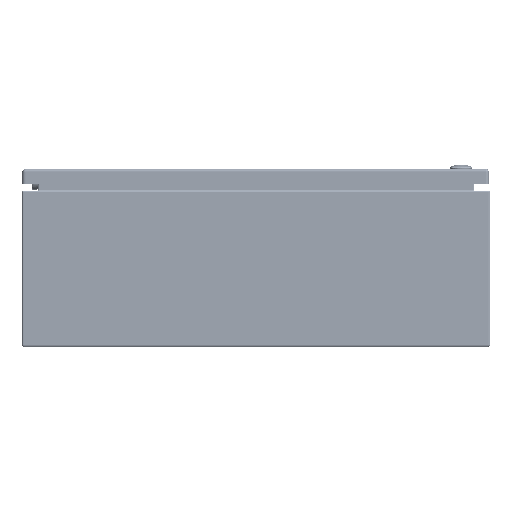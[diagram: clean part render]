
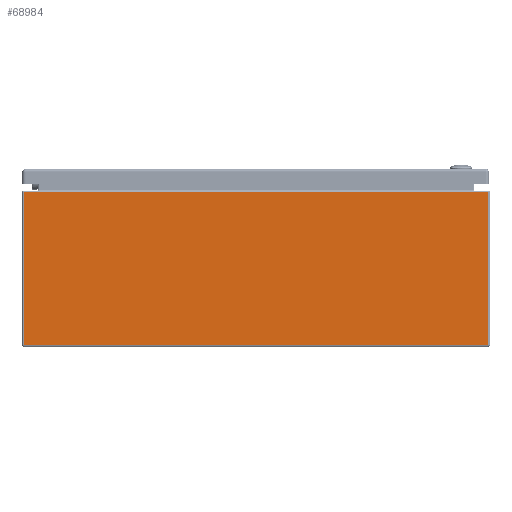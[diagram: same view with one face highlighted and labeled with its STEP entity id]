
A CAD part, front view. The second image highlights one B-rep face of the part: STEP entity #68984.
In plain terms, the highlighted planar face has unit normal (0, -1, 0).
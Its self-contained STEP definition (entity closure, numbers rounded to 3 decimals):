
#6972=LINE('',#97328,#11201);
#6978=LINE('',#97346,#11207);
#6982=LINE('',#97361,#11211);
#6983=LINE('',#97367,#11212);
#11201=VECTOR('',#80461,0.394);
#11207=VECTOR('',#80481,0.394);
#11211=VECTOR('',#80497,0.394);
#11212=VECTOR('',#80506,0.394);
#16561=FACE_OUTER_BOUND('',#20828,.T.);
#20828=EDGE_LOOP('',(#45944,#45945,#45946,#45947));
#28105=VERTEX_POINT('',#97319);
#28108=VERTEX_POINT('',#97326);
#28113=VERTEX_POINT('',#97345);
#28117=VERTEX_POINT('',#97357);
#34966=EDGE_CURVE('',#28108,#28105,#6972,.T.);
#34975=EDGE_CURVE('',#28105,#28113,#6978,.T.);
#34983=EDGE_CURVE('',#28113,#28117,#6982,.T.);
#34986=EDGE_CURVE('',#28108,#28117,#6983,.T.);
#45944=ORIENTED_EDGE('',*,*,#34966,.F.);
#45945=ORIENTED_EDGE('',*,*,#34986,.T.);
#45946=ORIENTED_EDGE('',*,*,#34983,.F.);
#45947=ORIENTED_EDGE('',*,*,#34975,.F.);
#67481=PLANE('',#74132);
#68984=ADVANCED_FACE('',(#16561),#67481,.F.);
#74132=AXIS2_PLACEMENT_3D('',#97366,#80504,#80505);
#80461=DIRECTION('',(0.,0.,1.));
#80481=DIRECTION('',(1.,0.,0.));
#80497=DIRECTION('',(0.,0.,-1.));
#80504=DIRECTION('center_axis',(0.,1.,0.));
#80505=DIRECTION('ref_axis',(0.,0.,1.));
#80506=DIRECTION('',(1.,0.,0.));
#97319=CARTESIAN_POINT('',(-11.916,-18.,7.916));
#97326=CARTESIAN_POINT('',(-11.916,-18.,0.084));
#97328=CARTESIAN_POINT('',(-11.916,-18.,7.916));
#97345=CARTESIAN_POINT('',(11.916,-18.,7.916));
#97346=CARTESIAN_POINT('',(-11.078,-18.,7.916));
#97357=CARTESIAN_POINT('',(11.916,-18.,0.084));
#97361=CARTESIAN_POINT('',(11.916,-18.,7.916));
#97366=CARTESIAN_POINT('Origin',(11.078,-18.,7.916));
#97367=CARTESIAN_POINT('',(0.,-18.,0.084));
